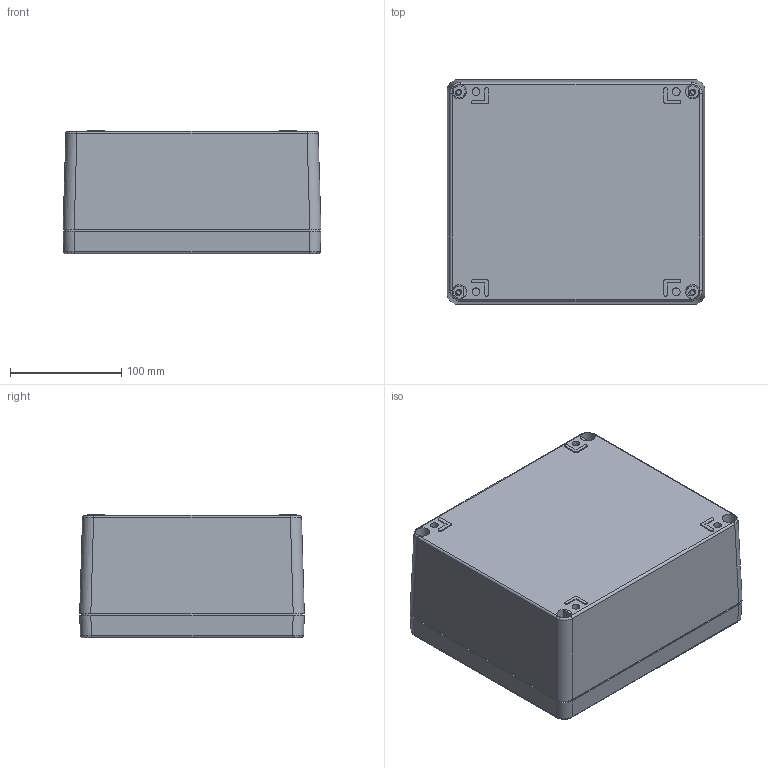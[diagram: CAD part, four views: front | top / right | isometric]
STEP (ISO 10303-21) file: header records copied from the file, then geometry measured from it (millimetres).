
FILE_DESCRIPTION((''),'2;1');
FILE_NAME('01140010_A 140_SIL.stp','2011-04-29T10:59:44',('kotzmaier'),(''),'Autodesk Inventor 2011','Autodesk Inventor 2011','');
FILE_SCHEMA(('AUTOMOTIVE_DESIGN { 1 0 10303 214 1 1 1 1 }'));
Products named in the file (4): 01140000_A 140; A140_150_OT_3Dsym; DIN 84 - ersetzt durch DIN EN ISO 1207 M6 x 30; A140 UT_3Dsym
Assembly tree (6 placements, depth 2):
  01140000_A 140
    A140_150_OT_3Dsym
    DIN 84 - ersetzt durch DIN EN ISO 1207 M6 x 30  x4
    A140 UT_3Dsym
Bounding box: 232 x 202 x 111 mm (x, y, z)
Volume: 948892.4 mm3; surface area: 395095 mm2
Topology: 6 solids, 6 shells, 451 faces, 1039 edges, 638 vertices
Faces by surface type: plane 170, cylinder 158, cone 70, bspline 26, torus 20, sphere 7
Full cylindrical faces by diameter (mm): 5.459 x4, 6 x4, 6.5 x15, 7 x4, 11.5 x4
Entity records: 12243 total; most frequent: CARTESIAN_POINT 2907, DIRECTION 2061, ORIENTED_EDGE 1704, EDGE_CURVE 852, AXIS2_PLACEMENT_3D 832, VERTEX_POINT 570, EDGE_LOOP 560, FACE_OUTER_BOUND 409
